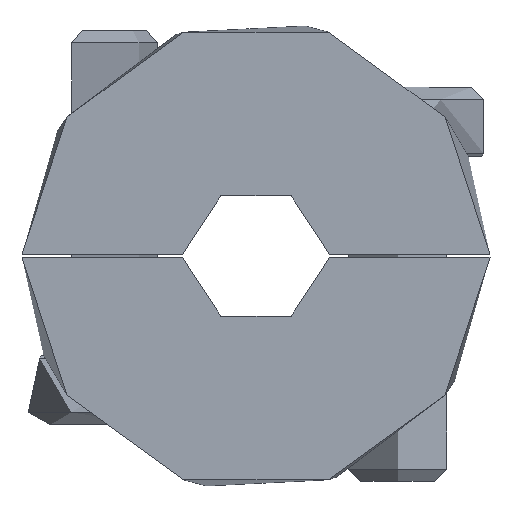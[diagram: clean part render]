
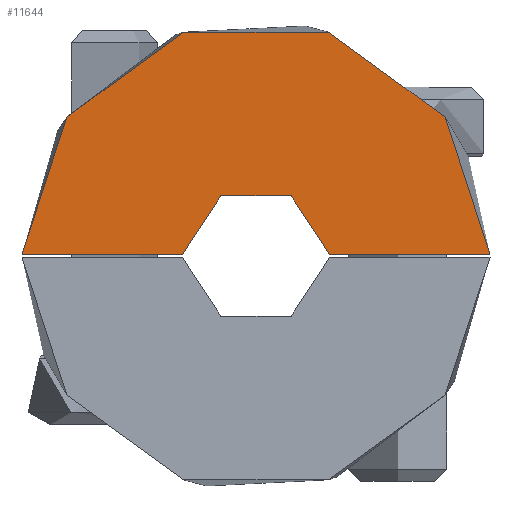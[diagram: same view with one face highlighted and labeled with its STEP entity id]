
A CAD part, front view. The second image highlights one B-rep face of the part: STEP entity #11644.
In plain terms, the highlighted planar face has unit normal (0, -1, 0).
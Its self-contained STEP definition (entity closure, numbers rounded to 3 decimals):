
#1345 = VERTEX_POINT ( 'NONE', #6333 ) ;
#1880 = CARTESIAN_POINT ( 'NONE',  ( 0., -5., 0. ) ) ;
#2034 = DIRECTION ( 'NONE',  ( 0., 0., 1. ) ) ;
#2228 = VECTOR ( 'NONE', #2034, 1000. ) ;
#2292 = CARTESIAN_POINT ( 'NONE',  ( -0.25, -5., 0. ) ) ;
#2682 = VECTOR ( 'NONE', #15023, 1000. ) ;
#3202 = DIRECTION ( 'NONE',  ( 0., 0., 1. ) ) ;
#3234 = CARTESIAN_POINT ( 'NONE',  ( 0., -5., 2.99 ) ) ;
#3367 = CARTESIAN_POINT ( 'NONE',  ( 0., -5., 0. ) ) ;
#3418 = VERTEX_POINT ( 'NONE', #5297 ) ;
#3802 = DIRECTION ( 'NONE',  ( 0., 0., -1. ) ) ;
#3845 = EDGE_CURVE ( 'NONE', #5320, #3418, #12694, .T. ) ;
#3978 = EDGE_CURVE ( 'NONE', #11361, #1345, #12934, .T. ) ;
#4045 = ORIENTED_EDGE ( 'NONE', *, *, #3978, .F. ) ;
#4389 = AXIS2_PLACEMENT_3D ( 'NONE', #3367, #7895, #15033 ) ;
#4883 = CARTESIAN_POINT ( 'NONE',  ( 0., -5., -9.5 ) ) ;
#5269 = AXIS2_PLACEMENT_3D ( 'NONE', #2292, #12540, #3802 ) ;
#5297 = CARTESIAN_POINT ( 'NONE',  ( 0., -5., 9.5 ) ) ;
#5320 = VERTEX_POINT ( 'NONE', #3234 ) ;
#6333 = CARTESIAN_POINT ( 'NONE',  ( 0., -5., -2.99 ) ) ;
#7895 = DIRECTION ( 'NONE',  ( 0., 1., 0. ) ) ;
#9141 = DIRECTION ( 'NONE',  ( 0., 1., 0. ) ) ;
#10493 = AXIS2_PLACEMENT_3D ( 'NONE', #1880, #9141, #3202 ) ;
#10997 = CARTESIAN_POINT ( 'NONE',  ( 0., -5., -9.5 ) ) ;
#11289 = ORIENTED_EDGE ( 'NONE', *, *, #3845, .F. ) ;
#11361 = VERTEX_POINT ( 'NONE', #10997 ) ;
#11477 = CIRCLE ( 'NONE', #4389, 9.5 ) ;
#11644 = ADVANCED_FACE ( 'NONE', ( #12850 ), #11992, .F. ) ;
#11992 = PLANE ( 'NONE',  #10493 ) ;
#12169 = EDGE_CURVE ( 'NONE', #3418, #11361, #11477, .T. ) ;
#12540 = DIRECTION ( 'NONE',  ( 0., -1., 0. ) ) ;
#12694 = LINE ( 'NONE', #12995, #2682 ) ;
#12850 = FACE_OUTER_BOUND ( 'NONE', #18023, .T. ) ;
#12934 = LINE ( 'NONE', #4883, #2228 ) ;
#12995 = CARTESIAN_POINT ( 'NONE',  ( 0., -5., 2.99 ) ) ;
#15023 = DIRECTION ( 'NONE',  ( 0., 0., 1. ) ) ;
#15033 = DIRECTION ( 'NONE',  ( 0., 0., 1. ) ) ;
#15658 = ORIENTED_EDGE ( 'NONE', *, *, #16830, .F. ) ;
#16830 = EDGE_CURVE ( 'NONE', #1345, #5320, #16892, .T. ) ;
#16892 = CIRCLE ( 'NONE', #5269, 3. ) ;
#18005 = ORIENTED_EDGE ( 'NONE', *, *, #12169, .F. ) ;
#18023 = EDGE_LOOP ( 'NONE', ( #18005, #11289, #15658, #4045 ) ) ;
